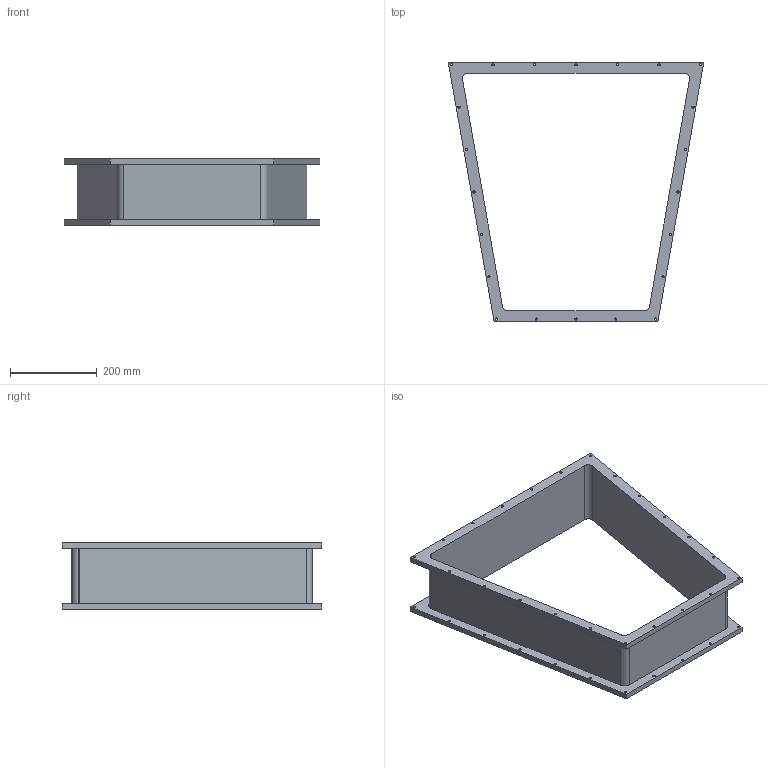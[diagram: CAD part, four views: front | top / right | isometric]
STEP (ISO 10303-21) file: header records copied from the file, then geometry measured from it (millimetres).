
FILE_DESCRIPTION (( 'STEP AP214' ), '1' );
FILE_NAME ('3d printed cover with top access.STEP', '2016-01-13T22:17:04', ( '' ), ( '' ), 'SwSTEP 2.0', 'SolidWorks 2015', '' );
FILE_SCHEMA (( 'AUTOMOTIVE_DESIGN' ));
Length unit declared in the file: millimetre
Products named in the file (1): 3d printed cover with top access
Bounding box: 588.12 x 598.1 x 152.4 mm (x, y, z)
Volume: 2122626.9 mm3; surface area: 809122.7 mm2
Topology: 1 solids, 1 shells, 118 faces, 342 edges, 228 vertices
Faces by surface type: cylinder 98, plane 20
Entity records: 4216 total; most frequent: DIRECTION 776, CARTESIAN_POINT 689, ORIENTED_EDGE 684, EDGE_CURVE 342, AXIS2_PLACEMENT_3D 315, VERTEX_POINT 228, EDGE_LOOP 210, CIRCLE 196
